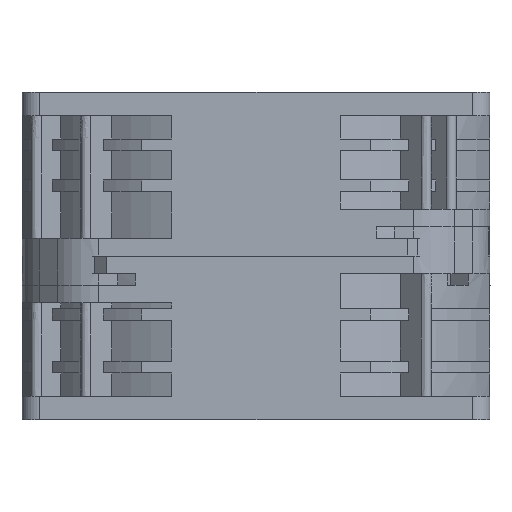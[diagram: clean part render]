
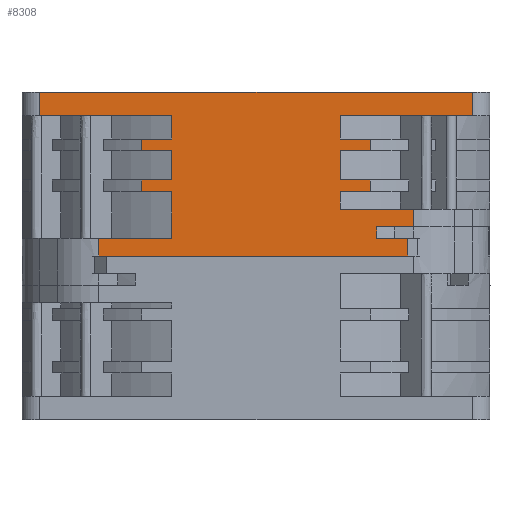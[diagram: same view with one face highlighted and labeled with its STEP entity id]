
A CAD part, left-side view. The second image highlights one B-rep face of the part: STEP entity #8308.
In plain terms, the highlighted planar face has unit normal (-1, 0, 0).
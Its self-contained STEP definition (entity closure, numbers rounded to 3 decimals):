
#456=DIRECTION('',(0.,-1.,0.));
#457=VECTOR('',#456,22.639);
#458=CARTESIAN_POINT('',(-40.,-14.361,25.));
#459=LINE('',#458,#457);
#1680=DIRECTION('',(0.,0.,1.));
#1681=VECTOR('',#1680,3.);
#1682=CARTESIAN_POINT('',(-40.,-25.947,1.));
#1683=LINE('',#1682,#1681);
#1684=DIRECTION('',(0.,-1.,0.));
#1685=VECTOR('',#1684,12.496);
#1686=CARTESIAN_POINT('',(-40.,26.858,4.));
#1687=LINE('',#1686,#1685);
#1688=DIRECTION('',(0.,-1.,0.));
#1689=VECTOR('',#1688,5.139);
#1690=CARTESIAN_POINT('',(-40.,19.5,14.));
#1691=LINE('',#1690,#1689);
#1692=DIRECTION('',(0.,-1.,0.));
#1693=VECTOR('',#1692,5.139);
#1694=CARTESIAN_POINT('',(-40.,19.5,21.));
#1695=LINE('',#1694,#1693);
#1696=DIRECTION('',(0.,-1.,0.));
#1697=VECTOR('',#1696,74.);
#1698=CARTESIAN_POINT('',(-40.,37.,29.));
#1699=LINE('',#1698,#1697);
#1700=DIRECTION('',(0.,-1.,0.));
#1701=VECTOR('',#1700,5.139);
#1702=CARTESIAN_POINT('',(-40.,-14.361,21.));
#1703=LINE('',#1702,#1701);
#1704=DIRECTION('',(0.,-1.,0.));
#1705=VECTOR('',#1704,5.139);
#1706=CARTESIAN_POINT('',(-40.,-14.361,14.));
#1707=LINE('',#1706,#1705);
#1708=DIRECTION('',(0.,1.,0.));
#1709=VECTOR('',#1708,6.242);
#1710=CARTESIAN_POINT('',(-40.,-26.858,6.));
#1711=LINE('',#1710,#1709);
#1712=DIRECTION('',(0.,-1.,0.));
#1713=VECTOR('',#1712,5.332);
#1714=CARTESIAN_POINT('',(-40.,-20.616,4.));
#1715=LINE('',#1714,#1713);
#1716=DIRECTION('',(0.,1.,0.));
#1717=VECTOR('',#1716,52.805);
#1718=CARTESIAN_POINT('',(-40.,-25.947,1.));
#1719=LINE('',#1718,#1717);
#1732=DIRECTION('',(0.,0.,-1.));
#1733=VECTOR('',#1732,3.);
#1734=CARTESIAN_POINT('',(-40.,26.858,4.));
#1735=LINE('',#1734,#1733);
#2479=DIRECTION('',(0.,0.,-1.));
#2480=VECTOR('',#2479,4.);
#2481=CARTESIAN_POINT('',(-40.,37.,29.));
#2482=LINE('',#2481,#2480);
#2531=DIRECTION('',(0.,-1.,0.));
#2532=VECTOR('',#2531,22.639);
#2533=CARTESIAN_POINT('',(-40.,37.,25.));
#2534=LINE('',#2533,#2532);
#3012=DIRECTION('',(0.,0.,-1.));
#3013=VECTOR('',#3012,5.);
#3014=CARTESIAN_POINT('',(-40.,14.361,19.));
#3015=LINE('',#3014,#3013);
#3030=DIRECTION('',(0.,-1.,0.));
#3031=VECTOR('',#3030,5.139);
#3032=CARTESIAN_POINT('',(-40.,19.5,19.));
#3033=LINE('',#3032,#3031);
#3038=DIRECTION('',(0.,0.,-1.));
#3039=VECTOR('',#3038,2.);
#3040=CARTESIAN_POINT('',(-40.,19.5,21.));
#3041=LINE('',#3040,#3039);
#3060=DIRECTION('',(0.,0.,-1.));
#3061=VECTOR('',#3060,4.);
#3062=CARTESIAN_POINT('',(-40.,14.361,25.));
#3063=LINE('',#3062,#3061);
#3068=DIRECTION('',(0.,0.,-1.));
#3069=VECTOR('',#3068,2.);
#3070=CARTESIAN_POINT('',(-40.,19.5,14.));
#3071=LINE('',#3070,#3069);
#3086=DIRECTION('',(0.,-1.,0.));
#3087=VECTOR('',#3086,5.139);
#3088=CARTESIAN_POINT('',(-40.,19.5,12.));
#3089=LINE('',#3088,#3087);
#3090=DIRECTION('',(0.,0.,-1.));
#3091=VECTOR('',#3090,8.);
#3092=CARTESIAN_POINT('',(-40.,14.361,12.));
#3093=LINE('',#3092,#3091);
#3162=DIRECTION('',(0.,0.,1.));
#3163=VECTOR('',#3162,4.);
#3164=CARTESIAN_POINT('',(-40.,-37.,25.));
#3165=LINE('',#3164,#3163);
#3170=DIRECTION('',(0.,0.,1.));
#3171=VECTOR('',#3170,4.);
#3172=CARTESIAN_POINT('',(-40.,-14.361,21.));
#3173=LINE('',#3172,#3171);
#3248=DIRECTION('',(0.,1.,0.));
#3249=VECTOR('',#3248,12.496);
#3250=CARTESIAN_POINT('',(-40.,-26.858,9.));
#3251=LINE('',#3250,#3249);
#3470=DIRECTION('',(0.,0.,1.));
#3471=VECTOR('',#3470,2.);
#3472=CARTESIAN_POINT('',(-40.,-20.616,4.));
#3473=LINE('',#3472,#3471);
#3491=DIRECTION('',(0.,0.,1.));
#3492=VECTOR('',#3491,3.);
#3493=CARTESIAN_POINT('',(-40.,-26.858,6.));
#3494=LINE('',#3493,#3492);
#3535=DIRECTION('',(0.,0.,1.));
#3536=VECTOR('',#3535,3.);
#3537=CARTESIAN_POINT('',(-40.,-14.361,9.));
#3538=LINE('',#3537,#3536);
#3548=DIRECTION('',(0.,-1.,0.));
#3549=VECTOR('',#3548,5.139);
#3550=CARTESIAN_POINT('',(-40.,-14.361,12.));
#3551=LINE('',#3550,#3549);
#3565=DIRECTION('',(0.,0.,1.));
#3566=VECTOR('',#3565,2.);
#3567=CARTESIAN_POINT('',(-40.,-19.5,12.));
#3568=LINE('',#3567,#3566);
#3583=DIRECTION('',(0.,0.,1.));
#3584=VECTOR('',#3583,5.);
#3585=CARTESIAN_POINT('',(-40.,-14.361,14.));
#3586=LINE('',#3585,#3584);
#3596=DIRECTION('',(0.,-1.,0.));
#3597=VECTOR('',#3596,5.139);
#3598=CARTESIAN_POINT('',(-40.,-14.361,19.));
#3599=LINE('',#3598,#3597);
#3613=DIRECTION('',(0.,0.,1.));
#3614=VECTOR('',#3613,2.);
#3615=CARTESIAN_POINT('',(-40.,-19.5,19.));
#3616=LINE('',#3615,#3614);
#4826=CARTESIAN_POINT('',(-40.,-37.,29.));
#4827=VERTEX_POINT('',#4826);
#4828=CARTESIAN_POINT('',(-40.,37.,29.));
#4829=VERTEX_POINT('',#4828);
#5107=CARTESIAN_POINT('',(-40.,-14.361,25.));
#5108=VERTEX_POINT('',#5107);
#5109=CARTESIAN_POINT('',(-40.,-37.,25.));
#5110=VERTEX_POINT('',#5109);
#5465=CARTESIAN_POINT('',(-40.,26.858,1.));
#5466=VERTEX_POINT('',#5465);
#5467=CARTESIAN_POINT('',(-40.,-25.947,1.));
#5468=VERTEX_POINT('',#5467);
#5527=CARTESIAN_POINT('',(-40.,-25.947,4.));
#5528=VERTEX_POINT('',#5527);
#5529=CARTESIAN_POINT('',(-40.,26.858,4.));
#5530=VERTEX_POINT('',#5529);
#5531=CARTESIAN_POINT('',(-40.,14.361,4.));
#5532=VERTEX_POINT('',#5531);
#5533=CARTESIAN_POINT('',(-40.,14.361,12.));
#5534=VERTEX_POINT('',#5533);
#5535=CARTESIAN_POINT('',(-40.,19.5,12.));
#5536=VERTEX_POINT('',#5535);
#5537=CARTESIAN_POINT('',(-40.,19.5,14.));
#5538=VERTEX_POINT('',#5537);
#5539=CARTESIAN_POINT('',(-40.,14.361,14.));
#5540=VERTEX_POINT('',#5539);
#5541=CARTESIAN_POINT('',(-40.,14.361,19.));
#5542=VERTEX_POINT('',#5541);
#5543=CARTESIAN_POINT('',(-40.,19.5,19.));
#5544=VERTEX_POINT('',#5543);
#5545=CARTESIAN_POINT('',(-40.,19.5,21.));
#5546=VERTEX_POINT('',#5545);
#5547=CARTESIAN_POINT('',(-40.,14.361,21.));
#5548=VERTEX_POINT('',#5547);
#5549=CARTESIAN_POINT('',(-40.,14.361,25.));
#5550=VERTEX_POINT('',#5549);
#5551=CARTESIAN_POINT('',(-40.,37.,25.));
#5552=VERTEX_POINT('',#5551);
#5553=CARTESIAN_POINT('',(-40.,-14.361,21.));
#5554=VERTEX_POINT('',#5553);
#5555=CARTESIAN_POINT('',(-40.,-19.5,21.));
#5556=VERTEX_POINT('',#5555);
#5557=CARTESIAN_POINT('',(-40.,-19.5,19.));
#5558=VERTEX_POINT('',#5557);
#5559=CARTESIAN_POINT('',(-40.,-14.361,19.));
#5560=VERTEX_POINT('',#5559);
#5561=CARTESIAN_POINT('',(-40.,-14.361,14.));
#5562=VERTEX_POINT('',#5561);
#5563=CARTESIAN_POINT('',(-40.,-19.5,14.));
#5564=VERTEX_POINT('',#5563);
#5565=CARTESIAN_POINT('',(-40.,-19.5,12.));
#5566=VERTEX_POINT('',#5565);
#5567=CARTESIAN_POINT('',(-40.,-14.361,12.));
#5568=VERTEX_POINT('',#5567);
#5569=CARTESIAN_POINT('',(-40.,-14.361,9.));
#5570=VERTEX_POINT('',#5569);
#5571=CARTESIAN_POINT('',(-40.,-26.858,9.));
#5572=VERTEX_POINT('',#5571);
#5573=CARTESIAN_POINT('',(-40.,-26.858,6.));
#5574=VERTEX_POINT('',#5573);
#5575=CARTESIAN_POINT('',(-40.,-20.616,6.));
#5576=VERTEX_POINT('',#5575);
#5577=CARTESIAN_POINT('',(-40.,-20.616,4.));
#5578=VERTEX_POINT('',#5577);
#8241=CARTESIAN_POINT('',(-40.,-37.,29.));
#8242=DIRECTION('',(1.,0.,0.));
#8243=DIRECTION('',(0.,1.,0.));
#8244=AXIS2_PLACEMENT_3D('',#8241,#8242,#8243);
#8245=PLANE('',#8244);
#8247=ORIENTED_EDGE('',*,*,#8246,.F.);
#8249=ORIENTED_EDGE('',*,*,#8248,.T.);
#8251=ORIENTED_EDGE('',*,*,#8250,.F.);
#8253=ORIENTED_EDGE('',*,*,#8252,.F.);
#8255=ORIENTED_EDGE('',*,*,#8254,.F.);
#8257=ORIENTED_EDGE('',*,*,#8256,.T.);
#8259=ORIENTED_EDGE('',*,*,#8258,.F.);
#8261=ORIENTED_EDGE('',*,*,#8260,.F.);
#8263=ORIENTED_EDGE('',*,*,#8262,.F.);
#8265=ORIENTED_EDGE('',*,*,#8264,.T.);
#8267=ORIENTED_EDGE('',*,*,#8266,.F.);
#8269=ORIENTED_EDGE('',*,*,#8268,.F.);
#8271=ORIENTED_EDGE('',*,*,#8270,.F.);
#8272=ORIENTED_EDGE('',*,*,#6277,.T.);
#8274=ORIENTED_EDGE('',*,*,#8273,.F.);
#8275=ORIENTED_EDGE('',*,*,#6634,.F.);
#8277=ORIENTED_EDGE('',*,*,#8276,.F.);
#8279=ORIENTED_EDGE('',*,*,#8278,.T.);
#8281=ORIENTED_EDGE('',*,*,#8280,.F.);
#8283=ORIENTED_EDGE('',*,*,#8282,.F.);
#8285=ORIENTED_EDGE('',*,*,#8284,.F.);
#8287=ORIENTED_EDGE('',*,*,#8286,.T.);
#8289=ORIENTED_EDGE('',*,*,#8288,.F.);
#8291=ORIENTED_EDGE('',*,*,#8290,.F.);
#8293=ORIENTED_EDGE('',*,*,#8292,.F.);
#8295=ORIENTED_EDGE('',*,*,#8294,.F.);
#8297=ORIENTED_EDGE('',*,*,#8296,.F.);
#8299=ORIENTED_EDGE('',*,*,#8298,.T.);
#8301=ORIENTED_EDGE('',*,*,#8300,.F.);
#8303=ORIENTED_EDGE('',*,*,#8302,.T.);
#8304=ORIENTED_EDGE('',*,*,#8234,.F.);
#8305=ORIENTED_EDGE('',*,*,#7886,.T.);
#8306=EDGE_LOOP('',(#8247,#8249,#8251,#8253,#8255,#8257,#8259,#8261,#8263,#8265,
#8267,#8269,#8271,#8272,#8274,#8275,#8277,#8279,#8281,#8283,#8285,#8287,#8289,
#8291,#8293,#8295,#8297,#8299,#8301,#8303,#8304,#8305));
#8307=FACE_OUTER_BOUND('',#8306,.F.);
#8308=ADVANCED_FACE('',(#8307),#8245,.F.);
#6277=EDGE_CURVE('',#4829,#4827,#1699,.T.);
#6634=EDGE_CURVE('',#5108,#5110,#459,.T.);
#7886=EDGE_CURVE('',#5468,#5466,#1719,.T.);
#8234=EDGE_CURVE('',#5468,#5528,#1683,.T.);
#8246=EDGE_CURVE('',#5530,#5466,#1735,.T.);
#8248=EDGE_CURVE('',#5530,#5532,#1687,.T.);
#8250=EDGE_CURVE('',#5534,#5532,#3093,.T.);
#8252=EDGE_CURVE('',#5536,#5534,#3089,.T.);
#8254=EDGE_CURVE('',#5538,#5536,#3071,.T.);
#8256=EDGE_CURVE('',#5538,#5540,#1691,.T.);
#8258=EDGE_CURVE('',#5542,#5540,#3015,.T.);
#8260=EDGE_CURVE('',#5544,#5542,#3033,.T.);
#8262=EDGE_CURVE('',#5546,#5544,#3041,.T.);
#8264=EDGE_CURVE('',#5546,#5548,#1695,.T.);
#8266=EDGE_CURVE('',#5550,#5548,#3063,.T.);
#8268=EDGE_CURVE('',#5552,#5550,#2534,.T.);
#8270=EDGE_CURVE('',#4829,#5552,#2482,.T.);
#8273=EDGE_CURVE('',#5110,#4827,#3165,.T.);
#8276=EDGE_CURVE('',#5554,#5108,#3173,.T.);
#8278=EDGE_CURVE('',#5554,#5556,#1703,.T.);
#8280=EDGE_CURVE('',#5558,#5556,#3616,.T.);
#8282=EDGE_CURVE('',#5560,#5558,#3599,.T.);
#8284=EDGE_CURVE('',#5562,#5560,#3586,.T.);
#8286=EDGE_CURVE('',#5562,#5564,#1707,.T.);
#8288=EDGE_CURVE('',#5566,#5564,#3568,.T.);
#8290=EDGE_CURVE('',#5568,#5566,#3551,.T.);
#8292=EDGE_CURVE('',#5570,#5568,#3538,.T.);
#8294=EDGE_CURVE('',#5572,#5570,#3251,.T.);
#8296=EDGE_CURVE('',#5574,#5572,#3494,.T.);
#8298=EDGE_CURVE('',#5574,#5576,#1711,.T.);
#8300=EDGE_CURVE('',#5578,#5576,#3473,.T.);
#8302=EDGE_CURVE('',#5578,#5528,#1715,.T.);
